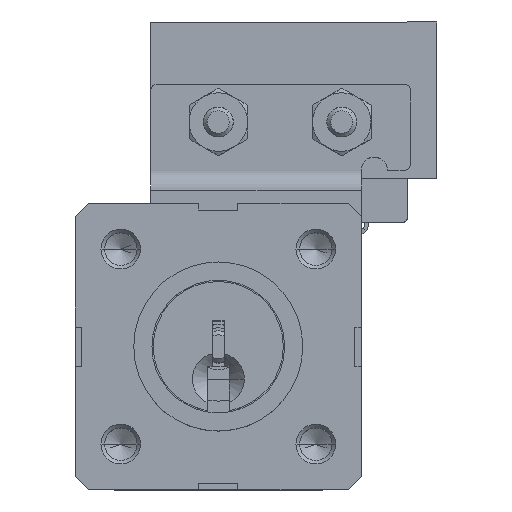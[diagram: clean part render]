
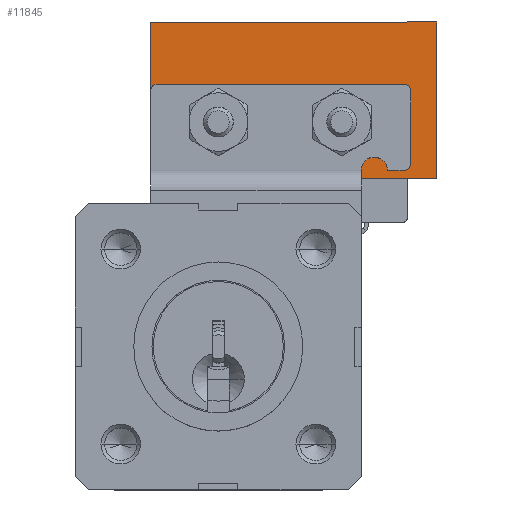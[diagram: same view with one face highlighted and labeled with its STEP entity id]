
A CAD part, top view. The second image highlights one B-rep face of the part: STEP entity #11845.
In plain terms, the highlighted face is planar.
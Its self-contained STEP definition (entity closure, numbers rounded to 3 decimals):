
#101 = VECTOR ( 'NONE', #9633, 1000. ) ;
#232 = ORIENTED_EDGE ( 'NONE', *, *, #1131, .T. ) ;
#500 = VERTEX_POINT ( 'NONE', #1506 ) ;
#512 = DIRECTION ( 'NONE',  ( 1., 0., 0. ) ) ;
#637 = CARTESIAN_POINT ( 'NONE',  ( -12.05, 5.4, -3.4 ) ) ;
#859 = PLANE ( 'NONE',  #14769 ) ;
#874 = EDGE_LOOP ( 'NONE', ( #9021, #2838 ) ) ;
#877 = ORIENTED_EDGE ( 'NONE', *, *, #3201, .T. ) ;
#1079 = DIRECTION ( 'NONE',  ( -1., 0., 0. ) ) ;
#1131 = EDGE_CURVE ( 'NONE', #5323, #4895, #13289, .T. ) ;
#1506 = CARTESIAN_POINT ( 'NONE',  ( -5.9, -2.3, -3.4 ) ) ;
#1665 = EDGE_CURVE ( 'NONE', #500, #7482, #8548, .T. ) ;
#1945 = ORIENTED_EDGE ( 'NONE', *, *, #9817, .F. ) ;
#2002 = VERTEX_POINT ( 'NONE', #637 ) ;
#2315 = CARTESIAN_POINT ( 'NONE',  ( 9.95, 5.4, -3.4 ) ) ;
#2660 = DIRECTION ( 'NONE',  ( -1., 0., 0. ) ) ;
#2735 = DIRECTION ( 'NONE',  ( -1., 0., 0. ) ) ;
#2838 = ORIENTED_EDGE ( 'NONE', *, *, #13111, .F. ) ;
#2877 = DIRECTION ( 'NONE',  ( 0., 0., -1. ) ) ;
#3044 = AXIS2_PLACEMENT_3D ( 'NONE', #8200, #4570, #2735 ) ;
#3201 = EDGE_CURVE ( 'NONE', #14620, #2002, #10611, .T. ) ;
#3418 = VERTEX_POINT ( 'NONE', #11793 ) ;
#3439 = EDGE_CURVE ( 'NONE', #10169, #3418, #14182, .T. ) ;
#3786 = CARTESIAN_POINT ( 'NONE',  ( 9.95, -6.6, -3.4 ) ) ;
#4125 = LINE ( 'NONE', #2315, #12300 ) ;
#4441 = EDGE_CURVE ( 'NONE', #2002, #5323, #4125, .T. ) ;
#4495 = CARTESIAN_POINT ( 'NONE',  ( 9.95, -6.6, -3.4 ) ) ;
#4570 = DIRECTION ( 'NONE',  ( 0., 0., -1. ) ) ;
#4715 = CARTESIAN_POINT ( 'NONE',  ( -4.75, -2.3, -3.4 ) ) ;
#4895 = VERTEX_POINT ( 'NONE', #3786 ) ;
#5323 = VERTEX_POINT ( 'NONE', #7312 ) ;
#6325 = LINE ( 'NONE', #4495, #6911 ) ;
#6617 = EDGE_LOOP ( 'NONE', ( #1945, #16143 ) ) ;
#6859 = CARTESIAN_POINT ( 'NONE',  ( -3.6, -2.3, -3.4 ) ) ;
#6911 = VECTOR ( 'NONE', #2660, 1000. ) ;
#7312 = CARTESIAN_POINT ( 'NONE',  ( 9.95, 5.4, -3.4 ) ) ;
#7482 = VERTEX_POINT ( 'NONE', #6859 ) ;
#7661 = AXIS2_PLACEMENT_3D ( 'NONE', #4715, #2877, #1079 ) ;
#7823 = EDGE_CURVE ( 'NONE', #4895, #14620, #6325, .T. ) ;
#7973 = DIRECTION ( 'NONE',  ( -1., 0., 0. ) ) ;
#8200 = CARTESIAN_POINT ( 'NONE',  ( -4.75, -2.3, -3.4 ) ) ;
#8385 = VECTOR ( 'NONE', #15649, 1000. ) ;
#8548 = CIRCLE ( 'NONE', #7661, 1.15 ) ;
#9021 = ORIENTED_EDGE ( 'NONE', *, *, #3439, .F. ) ;
#9148 = CARTESIAN_POINT ( 'NONE',  ( 5.9, -2.3, -3.4 ) ) ;
#9156 = ORIENTED_EDGE ( 'NONE', *, *, #4441, .T. ) ;
#9537 = DIRECTION ( 'NONE',  ( 0., 0., -1. ) ) ;
#9633 = DIRECTION ( 'NONE',  ( 0., -1., 0. ) ) ;
#9817 = EDGE_CURVE ( 'NONE', #7482, #500, #13217, .T. ) ;
#10169 = VERTEX_POINT ( 'NONE', #9148 ) ;
#10216 = AXIS2_PLACEMENT_3D ( 'NONE', #14621, #12803, #10972 ) ;
#10611 = LINE ( 'NONE', #17450, #8385 ) ;
#10972 = DIRECTION ( 'NONE',  ( -1., 0., 0. ) ) ;
#11061 = ORIENTED_EDGE ( 'NONE', *, *, #7823, .T. ) ;
#11464 = CARTESIAN_POINT ( 'NONE',  ( 9.95, 5.4, -3.4 ) ) ;
#11569 = FACE_BOUND ( 'NONE', #874, .T. ) ;
#11793 = CARTESIAN_POINT ( 'NONE',  ( 3.6, -2.3, -3.4 ) ) ;
#11845 = ADVANCED_FACE ( 'NONE', ( #11569, #13399, #12950 ), #859, .T. ) ;
#12169 = AXIS2_PLACEMENT_3D ( 'NONE', #13187, #9537, #7973 ) ;
#12300 = VECTOR ( 'NONE', #512, 1000. ) ;
#12803 = DIRECTION ( 'NONE',  ( 0., 0., -1. ) ) ;
#12950 = FACE_BOUND ( 'NONE', #6617, .T. ) ;
#13111 = EDGE_CURVE ( 'NONE', #3418, #10169, #13559, .T. ) ;
#13148 = DIRECTION ( 'NONE',  ( -1., 0., 0. ) ) ;
#13187 = CARTESIAN_POINT ( 'NONE',  ( 4.75, -2.3, -3.4 ) ) ;
#13217 = CIRCLE ( 'NONE', #3044, 1.15 ) ;
#13289 = LINE ( 'NONE', #11464, #101 ) ;
#13399 = FACE_OUTER_BOUND ( 'NONE', #17652, .T. ) ;
#13559 = CIRCLE ( 'NONE', #10216, 1.15 ) ;
#14182 = CIRCLE ( 'NONE', #12169, 1.15 ) ;
#14620 = VERTEX_POINT ( 'NONE', #16166 ) ;
#14621 = CARTESIAN_POINT ( 'NONE',  ( 4.75, -2.3, -3.4 ) ) ;
#14769 = AXIS2_PLACEMENT_3D ( 'NONE', #16772, #14949, #13148 ) ;
#14949 = DIRECTION ( 'NONE',  ( 0., 0., -1. ) ) ;
#15649 = DIRECTION ( 'NONE',  ( 0., 1., 0. ) ) ;
#16143 = ORIENTED_EDGE ( 'NONE', *, *, #1665, .F. ) ;
#16166 = CARTESIAN_POINT ( 'NONE',  ( -12.05, -6.6, -3.4 ) ) ;
#16772 = CARTESIAN_POINT ( 'NONE',  ( 0., 0., -3.4 ) ) ;
#17450 = CARTESIAN_POINT ( 'NONE',  ( -12.05, 5.4, -3.4 ) ) ;
#17652 = EDGE_LOOP ( 'NONE', ( #232, #11061, #877, #9156 ) ) ;
